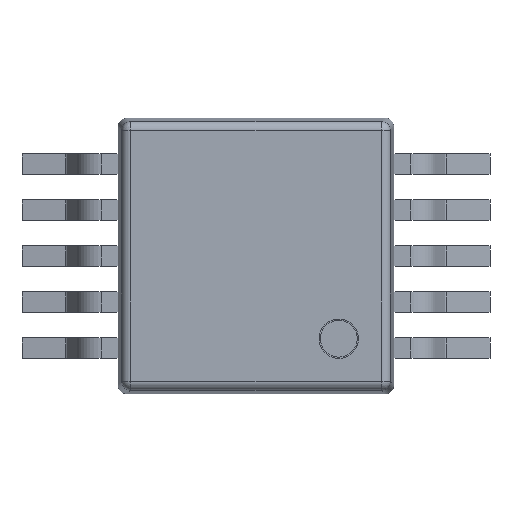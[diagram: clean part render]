
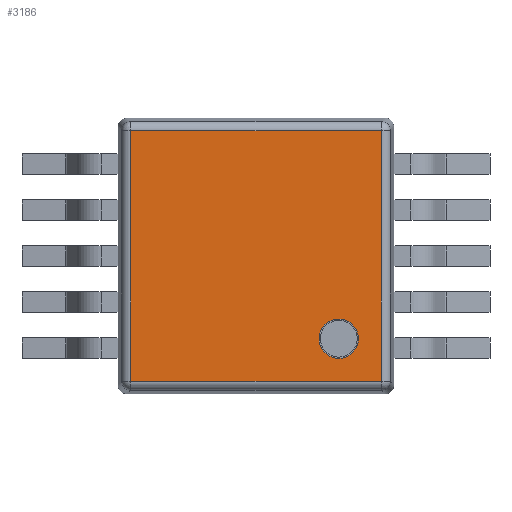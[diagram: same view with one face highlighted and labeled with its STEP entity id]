
A CAD part, top view. The second image highlights one B-rep face of the part: STEP entity #3186.
In plain terms, the highlighted planar face has unit normal (0, 0, 1).
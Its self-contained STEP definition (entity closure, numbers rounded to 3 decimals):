
#106=FACE_BOUND('',#1104,.T.);
#107=LINE('',#4688,#455);
#108=LINE('',#4690,#456);
#109=LINE('',#4692,#457);
#110=LINE('',#4693,#458);
#455=VECTOR('',#3710,10.);
#456=VECTOR('',#3711,10.);
#457=VECTOR('',#3712,10.);
#458=VECTOR('',#3713,10.);
#803=PLANE('',#3387);
#919=FACE_OUTER_BOUND('',#1103,.T.);
#1103=EDGE_LOOP('',(#2175,#2176,#2177,#2178));
#1104=EDGE_LOOP('',(#2179));
#1289=CIRCLE('',#3386,0.214);
#1395=VERTEX_POINT('',#4682);
#1396=VERTEX_POINT('',#4686);
#1397=VERTEX_POINT('',#4687);
#1398=VERTEX_POINT('',#4689);
#1399=VERTEX_POINT('',#4691);
#1694=EDGE_CURVE('',#1395,#1395,#1289,.T.);
#1695=EDGE_CURVE('',#1396,#1397,#107,.T.);
#1696=EDGE_CURVE('',#1398,#1396,#108,.T.);
#1697=EDGE_CURVE('',#1399,#1398,#109,.T.);
#1698=EDGE_CURVE('',#1397,#1399,#110,.T.);
#2175=ORIENTED_EDGE('',*,*,#1695,.F.);
#2176=ORIENTED_EDGE('',*,*,#1696,.F.);
#2177=ORIENTED_EDGE('',*,*,#1697,.F.);
#2178=ORIENTED_EDGE('',*,*,#1698,.F.);
#2179=ORIENTED_EDGE('',*,*,#1694,.F.);
#3186=ADVANCED_FACE('',(#919,#106),#803,.T.);
#3386=AXIS2_PLACEMENT_3D('',#4684,#3706,#3707);
#3387=AXIS2_PLACEMENT_3D('',#4685,#3708,#3709);
#3706=DIRECTION('center_axis',(0.,0.,1.));
#3707=DIRECTION('ref_axis',(1.,0.,0.));
#3708=DIRECTION('center_axis',(0.,0.,1.));
#3709=DIRECTION('ref_axis',(1.,0.,0.));
#3710=DIRECTION('',(0.,1.,0.));
#3711=DIRECTION('',(-1.,0.,0.));
#3712=DIRECTION('',(0.,-1.,0.));
#3713=DIRECTION('',(1.,0.,0.));
#4682=CARTESIAN_POINT('',(0.686,-0.9,1.162));
#4684=CARTESIAN_POINT('Origin',(0.9,-0.9,1.162));
#4685=CARTESIAN_POINT('Origin',(0.,0.,1.162));
#4686=CARTESIAN_POINT('',(-1.361,-1.361,1.162));
#4687=CARTESIAN_POINT('',(-1.361,1.361,1.162));
#4688=CARTESIAN_POINT('',(-1.361,0.375,1.162));
#4689=CARTESIAN_POINT('',(1.361,-1.361,1.162));
#4690=CARTESIAN_POINT('',(-0.375,-1.361,1.162));
#4691=CARTESIAN_POINT('',(1.361,1.361,1.162));
#4692=CARTESIAN_POINT('',(1.361,-0.375,1.162));
#4693=CARTESIAN_POINT('',(0.375,1.361,1.162));
